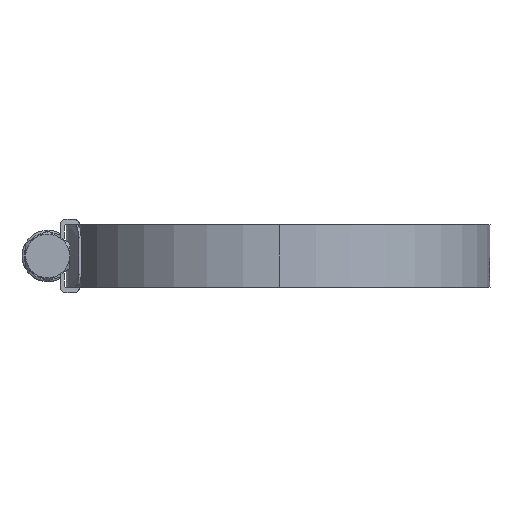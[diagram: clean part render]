
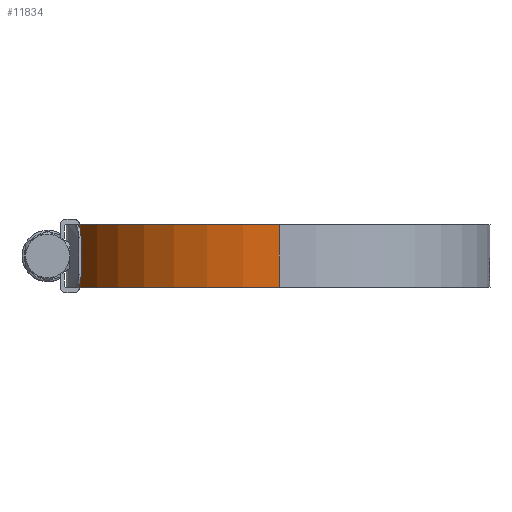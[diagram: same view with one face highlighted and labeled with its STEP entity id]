
A CAD part, left-side view. The second image highlights one B-rep face of the part: STEP entity #11834.
In plain terms, the highlighted cylindrical face has radius 48.03 mm (diameter 96.06 mm), a partial arc.
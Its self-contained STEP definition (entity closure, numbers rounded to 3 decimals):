
#126 = LINE ( 'NONE', #4152, #1145 ) ;
#388 = DIRECTION ( 'NONE',  ( -1., 0., 0. ) ) ;
#1130 = DIRECTION ( 'NONE',  ( 0., 0., -1. ) ) ;
#1145 = VECTOR ( 'NONE', #7846, 1000. ) ;
#2264 = DIRECTION ( 'NONE',  ( 0., 0., 1. ) ) ;
#2862 = ORIENTED_EDGE ( 'NONE', *, *, #4516, .T. ) ;
#3201 = CYLINDRICAL_SURFACE ( 'NONE', #3826, 48.03 ) ;
#3826 = AXIS2_PLACEMENT_3D ( 'NONE', #7577, #1130, #388 ) ;
#3884 = EDGE_LOOP ( 'NONE', ( #8035, #6983, #2862, #12642 ) ) ;
#3974 = CARTESIAN_POINT ( 'NONE',  ( -48.03, 0., -7.135 ) ) ;
#4152 = CARTESIAN_POINT ( 'NONE',  ( 0., 48.03, 7.135 ) ) ;
#4516 = EDGE_CURVE ( 'NONE', #8961, #7987, #126, .T. ) ;
#4561 = EDGE_CURVE ( 'NONE', #6377, #8729, #8442, .T. ) ;
#4577 = EDGE_CURVE ( 'NONE', #8961, #6377, #13689, .T. ) ;
#5696 = CARTESIAN_POINT ( 'NONE',  ( -48.03, 0., 7.135 ) ) ;
#5869 = CIRCLE ( 'NONE', #9983, 48.03 ) ;
#6377 = VERTEX_POINT ( 'NONE', #11227 ) ;
#6402 = CARTESIAN_POINT ( 'NONE',  ( 0., 48.03, 7.135 ) ) ;
#6983 = ORIENTED_EDGE ( 'NONE', *, *, #4577, .F. ) ;
#7435 = CARTESIAN_POINT ( 'NONE',  ( 0., 0., 7.135 ) ) ;
#7577 = CARTESIAN_POINT ( 'NONE',  ( 0., 0., 7.135 ) ) ;
#7778 = DIRECTION ( 'NONE',  ( 1., 0., 0. ) ) ;
#7846 = DIRECTION ( 'NONE',  ( 0., 0., -1. ) ) ;
#7987 = VERTEX_POINT ( 'NONE', #10002 ) ;
#8035 = ORIENTED_EDGE ( 'NONE', *, *, #4561, .F. ) ;
#8442 = LINE ( 'NONE', #5696, #9357 ) ;
#8729 = VERTEX_POINT ( 'NONE', #3974 ) ;
#8788 = FACE_OUTER_BOUND ( 'NONE', #3884, .T. ) ;
#8848 = DIRECTION ( 'NONE',  ( 0., 0., -1. ) ) ;
#8961 = VERTEX_POINT ( 'NONE', #6402 ) ;
#9357 = VECTOR ( 'NONE', #8848, 1000. ) ;
#9528 = DIRECTION ( 'NONE',  ( 1., 0., 0. ) ) ;
#9820 = CARTESIAN_POINT ( 'NONE',  ( 0., 0., -7.135 ) ) ;
#9983 = AXIS2_PLACEMENT_3D ( 'NONE', #9820, #12891, #9528 ) ;
#10002 = CARTESIAN_POINT ( 'NONE',  ( 0., 48.03, -7.135 ) ) ;
#11227 = CARTESIAN_POINT ( 'NONE',  ( -48.03, 0., 7.135 ) ) ;
#11834 = ADVANCED_FACE ( 'NONE', ( #8788 ), #3201, .T. ) ;
#12140 = EDGE_CURVE ( 'NONE', #7987, #8729, #5869, .T. ) ;
#12569 = AXIS2_PLACEMENT_3D ( 'NONE', #7435, #2264, #7778 ) ;
#12642 = ORIENTED_EDGE ( 'NONE', *, *, #12140, .T. ) ;
#12891 = DIRECTION ( 'NONE',  ( 0., 0., 1. ) ) ;
#13689 = CIRCLE ( 'NONE', #12569, 48.03 ) ;
